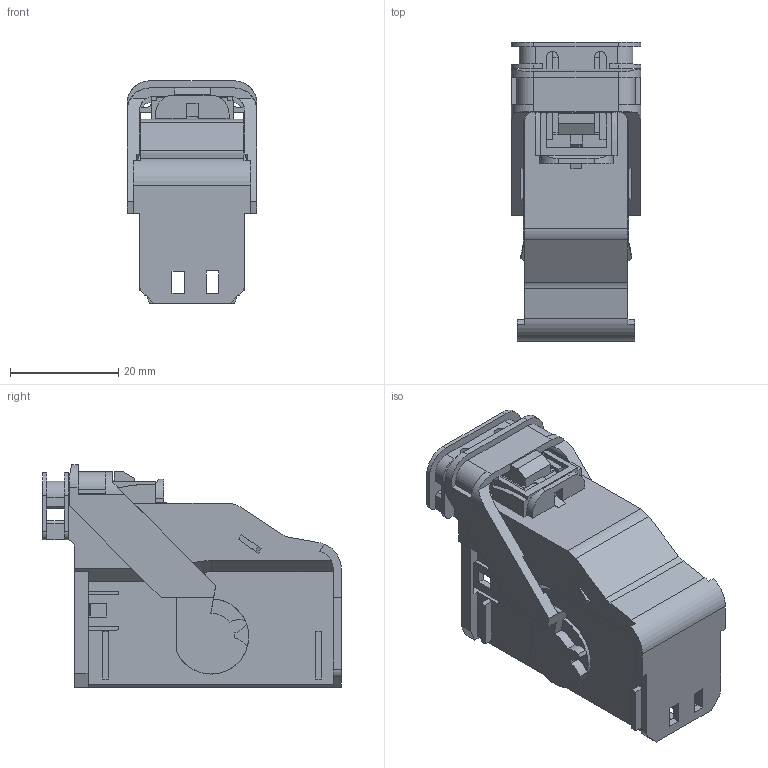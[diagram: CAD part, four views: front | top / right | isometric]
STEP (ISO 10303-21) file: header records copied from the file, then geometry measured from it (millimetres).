
FILE_DESCRIPTION(/* description */ (''),/* implementation_level */ '2;1');
FILE_NAME(/* name */ '35561470-ENV10_01-CONN.stp',/* time_stamp */ '2023-07-10T09:10:31+08:00',/* author */ (''),/* organization */ (''),/* preprocessor_version */ 'ST-DEVELOPER v16',/* originating_system */ 'SIEMENS PLM Software NX 11.0',/* authorisation */ '');
FILE_SCHEMA (('AUTOMOTIVE_DESIGN { 1 0 10303 214 3 1 1 1 }'));
Length unit declared in the file: millimetre
Products named in the file (1): 35561470-ENV10_01-CONN
Bounding box: 24 x 55.19 x 41.06 mm (x, y, z)
Volume: 10374.8 mm3; surface area: 17225.4 mm2
Topology: 1 solids, 1 shells, 952 faces, 2631 edges, 1658 vertices
Faces by surface type: plane 875, cylinder 71, cone 4, bspline 2
Entity records: 29909 total; most frequent: CARTESIAN_POINT 5418, ORIENTED_EDGE 5262, DIRECTION 4667, EDGE_CURVE 2631, LINE 2413, VECTOR 2413, VERTEX_POINT 1658, AXIS2_PLACEMENT_3D 1127
